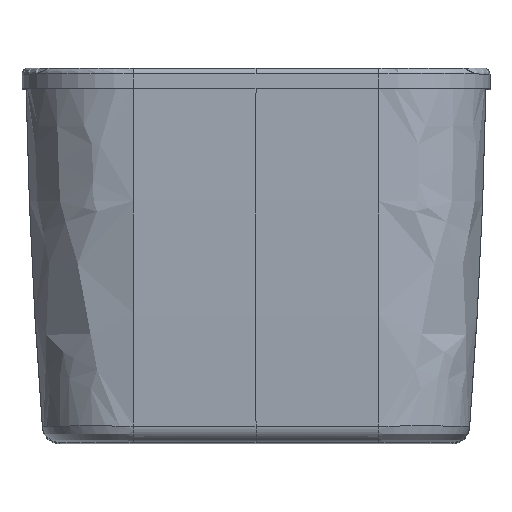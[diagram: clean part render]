
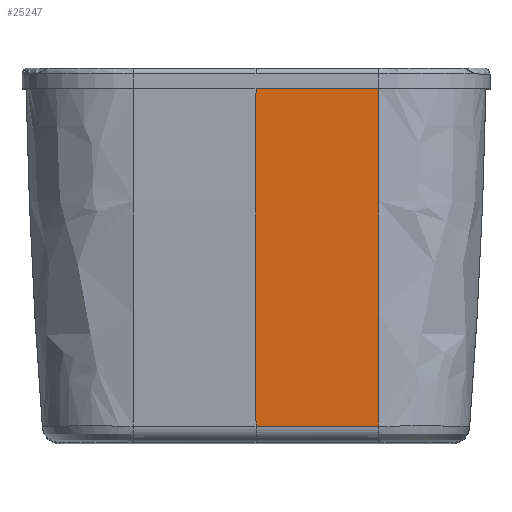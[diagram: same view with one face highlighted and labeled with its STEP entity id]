
A CAD part, top view. The second image highlights one B-rep face of the part: STEP entity #25247.
In plain terms, the highlighted cylindrical face has radius 10000 mm (diameter 20000 mm), a partial arc.
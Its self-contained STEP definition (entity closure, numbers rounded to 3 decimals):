
#23974=CARTESIAN_POINT('',(0.,-612.31,
865.177));
#24001=DIRECTION('',(1.,0.,0.));
#24002=VECTOR('',#24001,210.);
#24003=CARTESIAN_POINT('',(0.,-612.31,
865.177));
#24004=LINE('',#24003,#24002);
#24005=CARTESIAN_POINT('',(209.987,157.532,
-9105.146));
#24006=DIRECTION('',(-1.,0.,0.));
#24007=DIRECTION('',(0.,-0.077,0.997));
#24008=AXIS2_PLACEMENT_3D('',#24005,#24006,#24007);
#24010=DIRECTION('',(-1.,0.,0.));
#24011=VECTOR('',#24010,210.);
#24012=CARTESIAN_POINT('',(210.,-35.,
893.));
#24013=LINE('',#24012,#24011);
#24014=CARTESIAN_POINT('',(-0.015,157.532,
-9105.146));
#24015=DIRECTION('',(1.,0.,0.));
#24016=DIRECTION('',(0.,-0.019,1.));
#24017=AXIS2_PLACEMENT_3D('',#24014,#24015,#24016);
#24019=CARTESIAN_POINT('',(210.,-612.31,
865.177));
#24333=CARTESIAN_POINT('',(210.,-35.,
893.));
#24334=CARTESIAN_POINT('',(0.,-35.,
893.));
#24335=VERTEX_POINT('',#24333);
#24336=VERTEX_POINT('',#24334);
#24374=VERTEX_POINT('',#24019);
#24392=VERTEX_POINT('',#23974);
#25233=CARTESIAN_POINT('',(75.934,157.532,
-9105.146));
#25234=DIRECTION('',(-1.,0.,0.));
#25235=DIRECTION('',(0.,-0.08,0.997));
#25236=AXIS2_PLACEMENT_3D('',#25233,#25234,#25235);
#25237=CYLINDRICAL_SURFACE('',#25236,10000.);
#25238=ORIENTED_EDGE('',*,*,#25227,.T.);
#25240=ORIENTED_EDGE('',*,*,#25239,.T.);
#25242=ORIENTED_EDGE('',*,*,#25241,.T.);
#25244=ORIENTED_EDGE('',*,*,#25243,.T.);
#25245=EDGE_LOOP('',(#25238,#25240,#25242,#25244));
#25246=FACE_OUTER_BOUND('',#25245,.F.);
#25247=ADVANCED_FACE('',(#25246),#25237,.F.);
#24009=CIRCLE('',#24008,10000.);
#24018=CIRCLE('',#24017,10000.);
#25227=EDGE_CURVE('',#24392,#24374,#24004,.T.);
#25239=EDGE_CURVE('',#24374,#24335,#24009,.T.);
#25241=EDGE_CURVE('',#24335,#24336,#24013,.T.);
#25243=EDGE_CURVE('',#24336,#24392,#24018,.T.);
